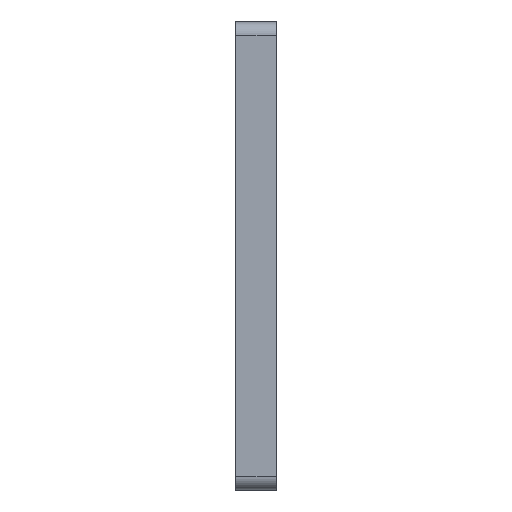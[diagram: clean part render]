
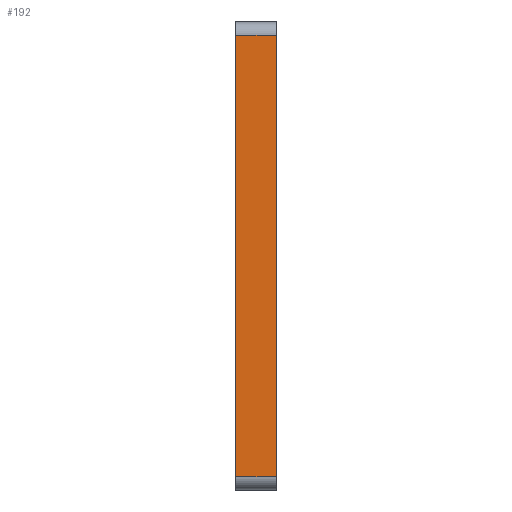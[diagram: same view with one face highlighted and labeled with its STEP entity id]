
A CAD part, left-side view. The second image highlights one B-rep face of the part: STEP entity #192.
In plain terms, the highlighted planar face has unit normal (-1, 0, 0).
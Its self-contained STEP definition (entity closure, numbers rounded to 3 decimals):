
#16 = EDGE_CURVE ( 'NONE', #226, #243, #1476, .T. ) ;
#72 = CARTESIAN_POINT ( 'NONE',  ( 78.5, 6., -68. ) ) ;
#132 = ORIENTED_EDGE ( 'NONE', *, *, #1472, .F. ) ;
#192 = ADVANCED_FACE ( 'NONE', ( #1686 ), #1559, .F. ) ;
#209 = LINE ( 'NONE', #72, #1525 ) ;
#226 = VERTEX_POINT ( 'NONE', #835 ) ;
#243 = VERTEX_POINT ( 'NONE', #966 ) ;
#282 = DIRECTION ( 'NONE',  ( 0., 0., 1. ) ) ;
#441 = DIRECTION ( 'NONE',  ( 1., 0., 0. ) ) ;
#541 = CARTESIAN_POINT ( 'NONE',  ( 78.5, 0., 0. ) ) ;
#595 = LINE ( 'NONE', #1567, #1729 ) ;
#604 = DIRECTION ( 'NONE',  ( 0., 1., 0. ) ) ;
#630 = EDGE_LOOP ( 'NONE', ( #988, #974, #1755, #132 ) ) ;
#702 = DIRECTION ( 'NONE',  ( 0., -1., 0. ) ) ;
#835 = CARTESIAN_POINT ( 'NONE',  ( 78.5, 0., -2. ) ) ;
#877 = LINE ( 'NONE', #1403, #1466 ) ;
#966 = CARTESIAN_POINT ( 'NONE',  ( 78.5, 0., -68. ) ) ;
#974 = ORIENTED_EDGE ( 'NONE', *, *, #1572, .F. ) ;
#979 = DIRECTION ( 'NONE',  ( 0., 0., -1. ) ) ;
#988 = ORIENTED_EDGE ( 'NONE', *, *, #1407, .T. ) ;
#1005 = CARTESIAN_POINT ( 'NONE',  ( 78.5, 6., 0. ) ) ;
#1042 = CARTESIAN_POINT ( 'NONE',  ( 78.5, 6., -68. ) ) ;
#1068 = DIRECTION ( 'NONE',  ( 0., 0., -1. ) ) ;
#1131 = VERTEX_POINT ( 'NONE', #1042 ) ;
#1361 = VERTEX_POINT ( 'NONE', #1388 ) ;
#1388 = CARTESIAN_POINT ( 'NONE',  ( 78.5, 6., -2. ) ) ;
#1403 = CARTESIAN_POINT ( 'NONE',  ( 78.5, 6., -2. ) ) ;
#1407 = EDGE_CURVE ( 'NONE', #1361, #1131, #595, .T. ) ;
#1466 = VECTOR ( 'NONE', #702, 1000. ) ;
#1472 = EDGE_CURVE ( 'NONE', #1361, #226, #877, .T. ) ;
#1476 = LINE ( 'NONE', #541, #1634 ) ;
#1525 = VECTOR ( 'NONE', #604, 1000. ) ;
#1559 = PLANE ( 'NONE',  #1665 ) ;
#1567 = CARTESIAN_POINT ( 'NONE',  ( 78.5, 6., 0. ) ) ;
#1572 = EDGE_CURVE ( 'NONE', #243, #1131, #209, .T. ) ;
#1634 = VECTOR ( 'NONE', #1068, 1000. ) ;
#1665 = AXIS2_PLACEMENT_3D ( 'NONE', #1005, #441, #282 ) ;
#1686 = FACE_OUTER_BOUND ( 'NONE', #630, .T. ) ;
#1729 = VECTOR ( 'NONE', #979, 1000. ) ;
#1755 = ORIENTED_EDGE ( 'NONE', *, *, #16, .F. ) ;
